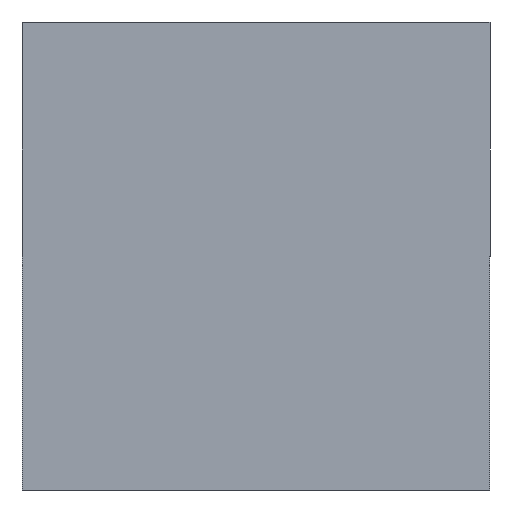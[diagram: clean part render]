
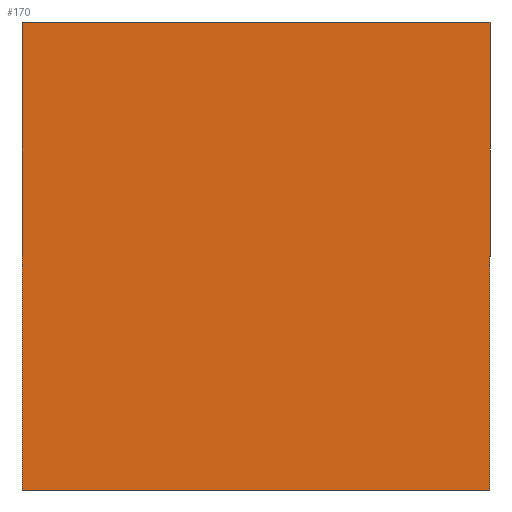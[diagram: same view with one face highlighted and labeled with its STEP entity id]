
A CAD part, front view. The second image highlights one B-rep face of the part: STEP entity #170.
In plain terms, the highlighted planar face has unit normal (0, -1, 0).
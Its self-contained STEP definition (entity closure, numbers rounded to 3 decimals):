
#4 = CARTESIAN_POINT ( 'NONE',  ( -1.7, 0., -1.7 ) ) ;
#7 = CARTESIAN_POINT ( 'NONE',  ( 1.7, 0., 1.7 ) ) ;
#9 = EDGE_CURVE ( 'NONE', #201, #81, #61, .T. ) ;
#19 = DIRECTION ( 'NONE',  ( 0., 0., 1. ) ) ;
#21 = EDGE_CURVE ( 'NONE', #112, #145, #203, .T. ) ;
#23 = VECTOR ( 'NONE', #19, 1000. ) ;
#53 = VECTOR ( 'NONE', #184, 1000. ) ;
#61 = LINE ( 'NONE', #4, #88 ) ;
#67 = CARTESIAN_POINT ( 'NONE',  ( -1.7, 0., 1.7 ) ) ;
#72 = CARTESIAN_POINT ( 'NONE',  ( 0., 0., 0. ) ) ;
#80 = FACE_OUTER_BOUND ( 'NONE', #222, .T. ) ;
#81 = VERTEX_POINT ( 'NONE', #227 ) ;
#87 = CARTESIAN_POINT ( 'NONE',  ( 1.7, 0., -1.7 ) ) ;
#88 = VECTOR ( 'NONE', #131, 1000. ) ;
#104 = LINE ( 'NONE', #133, #147 ) ;
#106 = CARTESIAN_POINT ( 'NONE',  ( -1.7, 0., -1.7 ) ) ;
#107 = DIRECTION ( 'NONE',  ( 0., 1., 0. ) ) ;
#110 = ORIENTED_EDGE ( 'NONE', *, *, #21, .F. ) ;
#112 = VERTEX_POINT ( 'NONE', #67 ) ;
#113 = CARTESIAN_POINT ( 'NONE',  ( -1.7, 0., 1.7 ) ) ;
#126 = PLANE ( 'NONE',  #142 ) ;
#131 = DIRECTION ( 'NONE',  ( -1., 0., 0. ) ) ;
#132 = ORIENTED_EDGE ( 'NONE', *, *, #200, .F. ) ;
#133 = CARTESIAN_POINT ( 'NONE',  ( 1.7, 0., -1.7 ) ) ;
#142 = AXIS2_PLACEMENT_3D ( 'NONE', #72, #107, #150 ) ;
#145 = VERTEX_POINT ( 'NONE', #7 ) ;
#147 = VECTOR ( 'NONE', #205, 1000. ) ;
#150 = DIRECTION ( 'NONE',  ( 0., 0., 1. ) ) ;
#170 = ADVANCED_FACE ( 'NONE', ( #80 ), #126, .F. ) ;
#173 = LINE ( 'NONE', #106, #23 ) ;
#174 = ORIENTED_EDGE ( 'NONE', *, *, #196, .F. ) ;
#184 = DIRECTION ( 'NONE',  ( 1., 0., 0. ) ) ;
#196 = EDGE_CURVE ( 'NONE', #145, #201, #104, .T. ) ;
#200 = EDGE_CURVE ( 'NONE', #81, #112, #173, .T. ) ;
#201 = VERTEX_POINT ( 'NONE', #87 ) ;
#203 = LINE ( 'NONE', #113, #53 ) ;
#205 = DIRECTION ( 'NONE',  ( 0., 0., -1. ) ) ;
#208 = ORIENTED_EDGE ( 'NONE', *, *, #9, .F. ) ;
#222 = EDGE_LOOP ( 'NONE', ( #174, #110, #132, #208 ) ) ;
#227 = CARTESIAN_POINT ( 'NONE',  ( -1.7, 0., -1.7 ) ) ;
